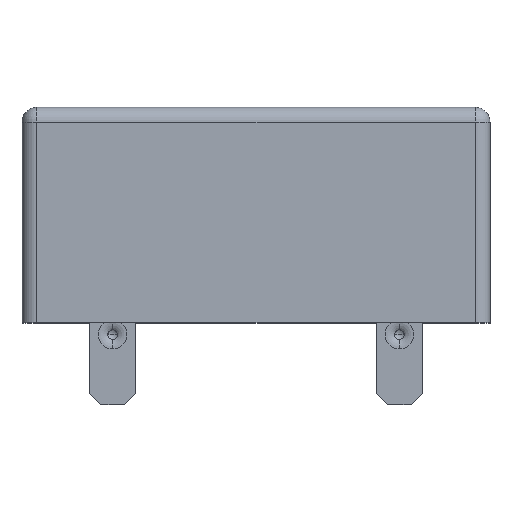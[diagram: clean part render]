
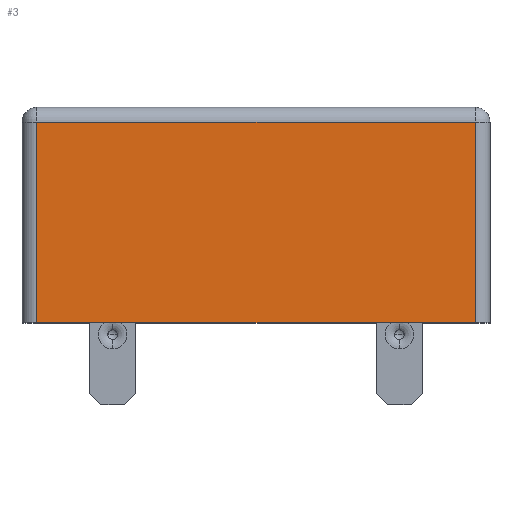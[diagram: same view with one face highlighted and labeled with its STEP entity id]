
A CAD part, top view. The second image highlights one B-rep face of the part: STEP entity #3.
In plain terms, the highlighted planar face has unit normal (0, 0, 1).
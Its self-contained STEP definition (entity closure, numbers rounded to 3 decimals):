
#3 = ADVANCED_FACE ( 'NONE', ( #1296 ), #1879, .F. ) ;
#138 = VERTEX_POINT ( 'NONE', #1539 ) ;
#266 = DIRECTION ( 'NONE',  ( -1., 0., 0. ) ) ;
#330 = CARTESIAN_POINT ( 'NONE',  ( 7.493, 7.366, 3.366 ) ) ;
#342 = ORIENTED_EDGE ( 'NONE', *, *, #4591, .T. ) ;
#553 = LINE ( 'NONE', #1559, #675 ) ;
#669 = ORIENTED_EDGE ( 'NONE', *, *, #2586, .T. ) ;
#675 = VECTOR ( 'NONE', #4538, 1000. ) ;
#688 = CARTESIAN_POINT ( 'NONE',  ( 7.493, 7.366, 3.366 ) ) ;
#1296 = FACE_OUTER_BOUND ( 'NONE', #2374, .T. ) ;
#1539 = CARTESIAN_POINT ( 'NONE',  ( -7.493, 0., 3.365 ) ) ;
#1559 = CARTESIAN_POINT ( 'NONE',  ( -7.493, 7.366, 3.365 ) ) ;
#1605 = DIRECTION ( 'NONE',  ( 0., -1., 0. ) ) ;
#1706 = EDGE_CURVE ( 'NONE', #2684, #4786, #4512, .T. ) ;
#1875 = EDGE_CURVE ( 'NONE', #2684, #2615, #4692, .T. ) ;
#1879 = PLANE ( 'NONE',  #5405 ) ;
#2374 = EDGE_LOOP ( 'NONE', ( #4973, #5444, #342, #669 ) ) ;
#2477 = LINE ( 'NONE', #4509, #4619 ) ;
#2586 = EDGE_CURVE ( 'NONE', #138, #4786, #2477, .T. ) ;
#2615 = VERTEX_POINT ( 'NONE', #3247 ) ;
#2684 = VERTEX_POINT ( 'NONE', #4577 ) ;
#3247 = CARTESIAN_POINT ( 'NONE',  ( -7.493, 6.858, 3.365 ) ) ;
#3408 = CARTESIAN_POINT ( 'NONE',  ( 7.493, 0., 3.366 ) ) ;
#3565 = VECTOR ( 'NONE', #4380, 1000. ) ;
#3947 = CARTESIAN_POINT ( 'NONE',  ( -7.493, 6.858, 3.365 ) ) ;
#4378 = VECTOR ( 'NONE', #1605, 1000. ) ;
#4380 = DIRECTION ( 'NONE',  ( -1., 0., 0. ) ) ;
#4509 = CARTESIAN_POINT ( 'NONE',  ( 7.493, 0., 3.366 ) ) ;
#4512 = LINE ( 'NONE', #330, #4378 ) ;
#4538 = DIRECTION ( 'NONE',  ( 0., -1., 0. ) ) ;
#4577 = CARTESIAN_POINT ( 'NONE',  ( 7.493, 6.858, 3.366 ) ) ;
#4591 = EDGE_CURVE ( 'NONE', #2615, #138, #553, .T. ) ;
#4619 = VECTOR ( 'NONE', #4917, 1000. ) ;
#4692 = LINE ( 'NONE', #3947, #3565 ) ;
#4786 = VERTEX_POINT ( 'NONE', #3408 ) ;
#4917 = DIRECTION ( 'NONE',  ( 1., 0., 0. ) ) ;
#4973 = ORIENTED_EDGE ( 'NONE', *, *, #1706, .F. ) ;
#5328 = DIRECTION ( 'NONE',  ( 0., 0., -1. ) ) ;
#5405 = AXIS2_PLACEMENT_3D ( 'NONE', #688, #5328, #266 ) ;
#5444 = ORIENTED_EDGE ( 'NONE', *, *, #1875, .T. ) ;
